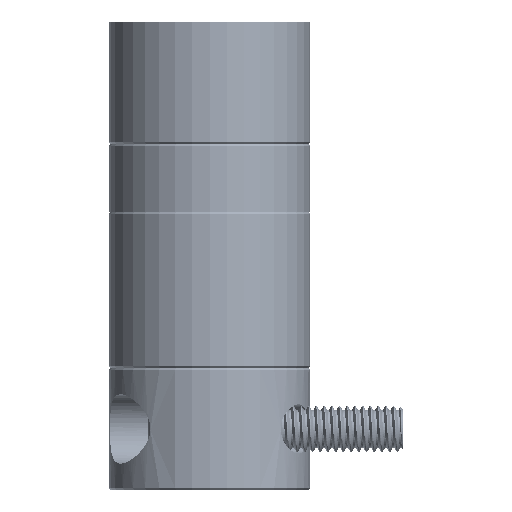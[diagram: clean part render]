
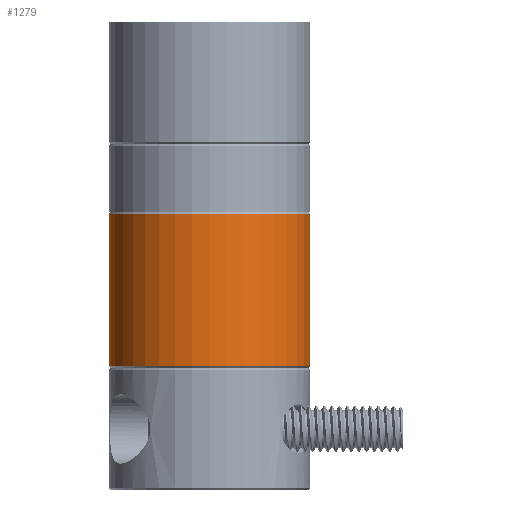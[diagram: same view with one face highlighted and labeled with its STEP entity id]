
A CAD part, left-side view. The second image highlights one B-rep face of the part: STEP entity #1279.
In plain terms, the highlighted cylindrical face has radius 6.5 mm (diameter 13 mm), a partial arc.
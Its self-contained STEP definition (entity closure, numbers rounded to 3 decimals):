
#1279 = ADVANCED_FACE ( 'NONE', ( #18785 ), #36266, .T. ) ;
#1696 = CARTESIAN_POINT ( 'NONE',  ( 28.5, 6.5, -0.1 ) ) ;
#2215 = DIRECTION ( 'NONE',  ( 0., 0., 1. ) ) ;
#2330 = LINE ( 'NONE', #9205, #18372 ) ;
#2549 = DIRECTION ( 'NONE',  ( 0., 0., 1. ) ) ;
#3055 = EDGE_CURVE ( 'NONE', #37600, #28081, #2330, .T. ) ;
#3428 = AXIS2_PLACEMENT_3D ( 'NONE', #41193, #27676, #7562 ) ;
#6185 = EDGE_LOOP ( 'NONE', ( #9531, #39863, #14113, #27127 ) ) ;
#7562 = DIRECTION ( 'NONE',  ( -1., 0., 0. ) ) ;
#9205 = CARTESIAN_POINT ( 'NONE',  ( 28.5, -6.5, -4.4 ) ) ;
#9531 = ORIENTED_EDGE ( 'NONE', *, *, #3055, .F. ) ;
#9649 = DIRECTION ( 'NONE',  ( 0., 0., 1. ) ) ;
#10801 = AXIS2_PLACEMENT_3D ( 'NONE', #42630, #18702, #12333 ) ;
#12333 = DIRECTION ( 'NONE',  ( 1., 0., 0. ) ) ;
#12834 = EDGE_CURVE ( 'NONE', #42996, #28081, #43281, .T. ) ;
#14113 = ORIENTED_EDGE ( 'NONE', *, *, #21725, .T. ) ;
#17241 = EDGE_CURVE ( 'NONE', #37600, #30878, #40170, .T. ) ;
#17626 = CARTESIAN_POINT ( 'NONE',  ( 28.5, -6.5, -0.1 ) ) ;
#18372 = VECTOR ( 'NONE', #2549, 1000. ) ;
#18702 = DIRECTION ( 'NONE',  ( 0., 0., -1. ) ) ;
#18785 = FACE_OUTER_BOUND ( 'NONE', #6185, .T. ) ;
#19453 = CARTESIAN_POINT ( 'NONE',  ( 28.5, 0., -4.4 ) ) ;
#20613 = AXIS2_PLACEMENT_3D ( 'NONE', #19453, #2215, #32259 ) ;
#21725 = EDGE_CURVE ( 'NONE', #30878, #42996, #33041, .T. ) ;
#27127 = ORIENTED_EDGE ( 'NONE', *, *, #12834, .T. ) ;
#27676 = DIRECTION ( 'NONE',  ( 0., 0., 1. ) ) ;
#28081 = VERTEX_POINT ( 'NONE', #17626 ) ;
#29411 = CARTESIAN_POINT ( 'NONE',  ( 28.5, -6.5, -10. ) ) ;
#29600 = CARTESIAN_POINT ( 'NONE',  ( 28.5, 6.5, -10. ) ) ;
#30878 = VERTEX_POINT ( 'NONE', #29600 ) ;
#32259 = DIRECTION ( 'NONE',  ( 1., 0., 0. ) ) ;
#33041 = LINE ( 'NONE', #39261, #39984 ) ;
#36266 = CYLINDRICAL_SURFACE ( 'NONE', #20613, 6.5 ) ;
#37600 = VERTEX_POINT ( 'NONE', #29411 ) ;
#39261 = CARTESIAN_POINT ( 'NONE',  ( 28.5, 6.5, -4.4 ) ) ;
#39863 = ORIENTED_EDGE ( 'NONE', *, *, #17241, .T. ) ;
#39984 = VECTOR ( 'NONE', #9649, 1000. ) ;
#40170 = CIRCLE ( 'NONE', #3428, 6.5 ) ;
#41193 = CARTESIAN_POINT ( 'NONE',  ( 28.5, 0., -10. ) ) ;
#42630 = CARTESIAN_POINT ( 'NONE',  ( 28.5, 0., -0.1 ) ) ;
#42996 = VERTEX_POINT ( 'NONE', #1696 ) ;
#43281 = CIRCLE ( 'NONE', #10801, 6.5 ) ;
